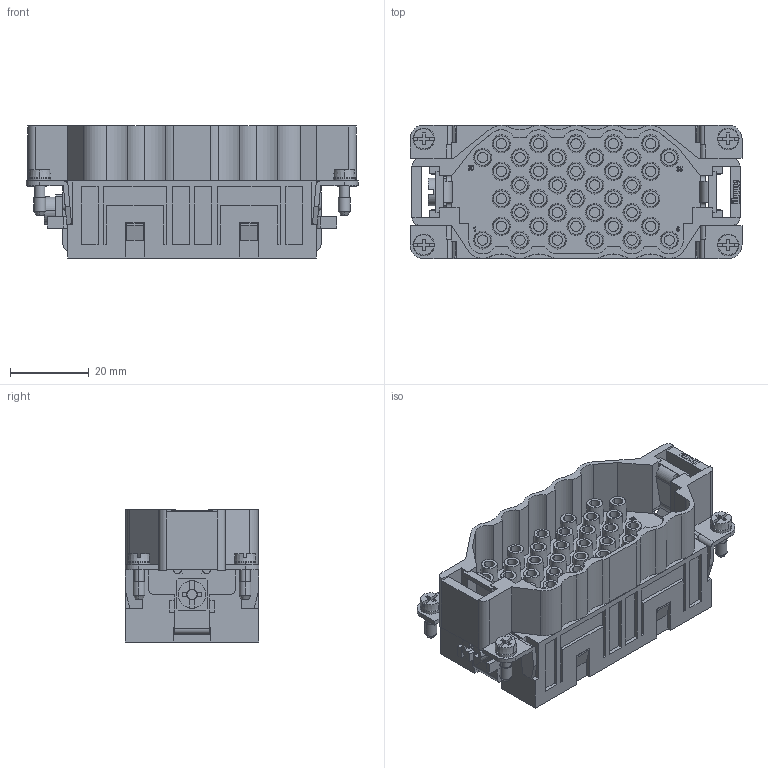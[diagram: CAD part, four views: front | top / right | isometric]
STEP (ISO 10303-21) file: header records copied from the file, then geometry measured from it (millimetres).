
FILE_DESCRIPTION(('Creo Elements/Direct Modeling STEP Export'),'2;1');
FILE_NAME('0ln7uvk48h4n5mb2208','2017-01-02T 9:28:45',(''),(''),'PTC Creo Elements/Direct Modeling STEP processor for AP214 (Solid Model)','PTC Creo Elements/Direct Modeling 19.0E 27-Jun-2016 (C) Parametric Technology GmbH','');
FILE_SCHEMA(('AUTOMOTIVE_DESIGN { 1 0 10303 214 1 1 1 1 }'));
Products named in the file (2): RQEEM_40
Assembly tree (1 placements, depth 2):
  RQEEM_40
    RQEEM_40
Bounding box: 84.5 x 34 x 33.6 mm (x, y, z)
Volume: 46499.8 mm3; surface area: 25730.8 mm2
Topology: 1 solids, 1 shells, 1189 faces, 5837 edges, 4901 vertices
Faces by surface type: plane 799, cylinder 292, cone 96, torus 2
Entity records: 68407 total; most frequent: ORIENTED_EDGE 11682, CARTESIAN_POINT 11565, DIRECTION 7958, EDGE_CURVE 5837, VERTEX_POINT 4901, VECTOR 4826, LINE 4826, AXIS2_PLACEMENT_3D 1566
